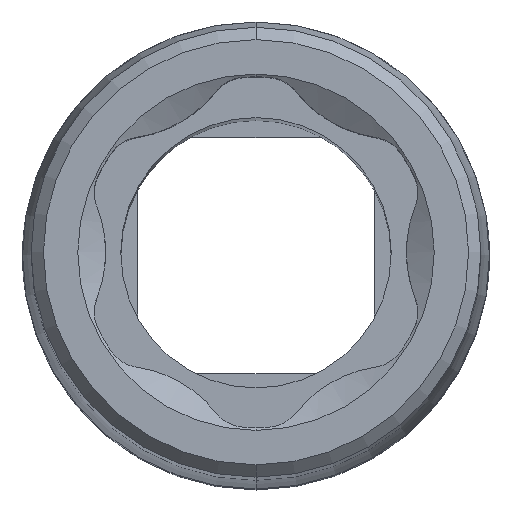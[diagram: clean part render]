
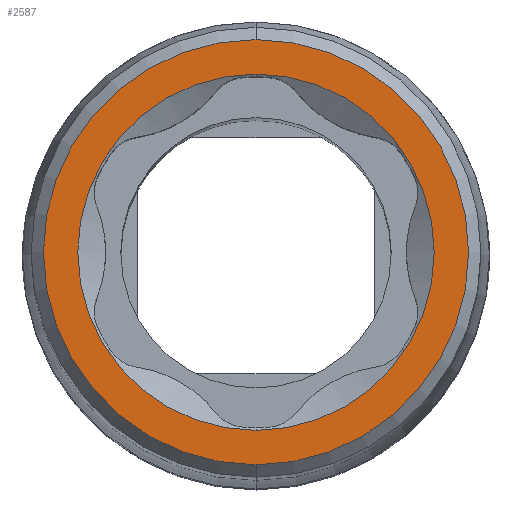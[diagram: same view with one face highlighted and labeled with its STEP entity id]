
A CAD part, top view. The second image highlights one B-rep face of the part: STEP entity #2587.
In plain terms, the highlighted planar face has unit normal (0, 0, 1).
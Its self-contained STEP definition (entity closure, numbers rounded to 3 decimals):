
#1276=CARTESIAN_POINT('',(0.,0.,100.));
#1277=DIRECTION('',(0.,0.,-1.));
#1278=DIRECTION('',(0.,1.,0.));
#1279=AXIS2_PLACEMENT_3D('',#1276,#1277,#1278);
#1284=CARTESIAN_POINT('',(0.,0.,100.));
#1285=DIRECTION('',(0.,0.,-1.));
#1286=DIRECTION('',(0.,-1.,0.));
#1287=AXIS2_PLACEMENT_3D('',#1284,#1285,#1286);
#1292=CARTESIAN_POINT('',(0.,0.,100.));
#1293=DIRECTION('',(0.,0.,1.));
#1294=DIRECTION('',(0.,1.,0.));
#1295=AXIS2_PLACEMENT_3D('',#1292,#1293,#1294);
#1300=CARTESIAN_POINT('',(0.,0.,100.));
#1301=DIRECTION('',(0.,0.,1.));
#1302=DIRECTION('',(0.,-1.,0.));
#1303=AXIS2_PLACEMENT_3D('',#1300,#1301,#1302);
#1703=CARTESIAN_POINT('',(0.,7.25,100.));
#1704=CARTESIAN_POINT('',(0.,-7.25,100.));
#1705=VERTEX_POINT('',#1703);
#1706=VERTEX_POINT('',#1704);
#1861=CARTESIAN_POINT('',(0.,8.65,100.));
#1862=CARTESIAN_POINT('',(0.,-8.65,100.));
#1863=VERTEX_POINT('',#1861);
#1864=VERTEX_POINT('',#1862);
#2572=CARTESIAN_POINT('',(0.,0.,100.));
#2573=DIRECTION('',(0.,0.,-1.));
#2574=DIRECTION('',(0.,-1.,0.));
#2575=AXIS2_PLACEMENT_3D('',#2572,#2573,#2574);
#2576=PLANE('',#2575);
#2578=ORIENTED_EDGE('',*,*,#2577,.F.);
#2580=ORIENTED_EDGE('',*,*,#2579,.F.);
#2581=EDGE_LOOP('',(#2578,#2580));
#2582=FACE_OUTER_BOUND('',#2581,.F.);
#2583=ORIENTED_EDGE('',*,*,#2540,.F.);
#2584=ORIENTED_EDGE('',*,*,#2529,.F.);
#2585=EDGE_LOOP('',(#2583,#2584));
#2586=FACE_BOUND('',#2585,.F.);
#2587=ADVANCED_FACE('',(#2582,#2586),#2576,.F.);
#1280=CIRCLE('',#1279,7.25);
#1288=CIRCLE('',#1287,7.25);
#1296=CIRCLE('',#1295,8.65);
#1304=CIRCLE('',#1303,8.65);
#2529=EDGE_CURVE('',#1706,#1705,#1288,.T.);
#2540=EDGE_CURVE('',#1705,#1706,#1280,.T.);
#2577=EDGE_CURVE('',#1863,#1864,#1296,.T.);
#2579=EDGE_CURVE('',#1864,#1863,#1304,.T.);
